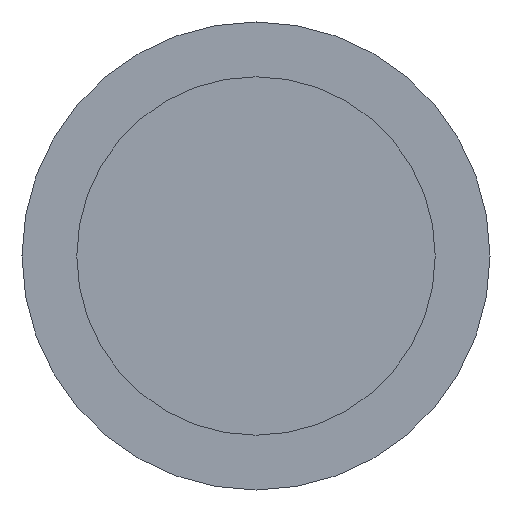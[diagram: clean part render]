
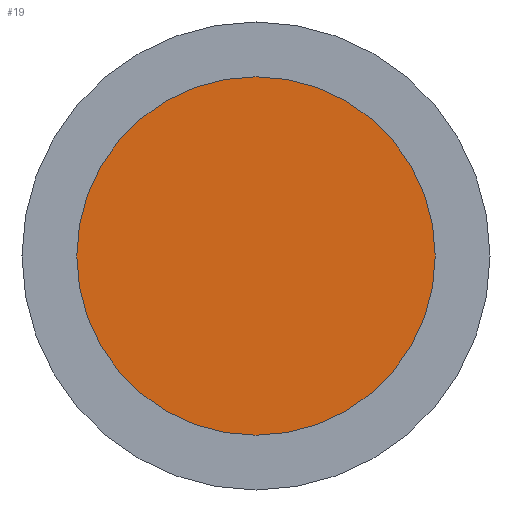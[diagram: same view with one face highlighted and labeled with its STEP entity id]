
A CAD part, front view. The second image highlights one B-rep face of the part: STEP entity #19.
In plain terms, the highlighted planar face has unit normal (0, -1, 0).
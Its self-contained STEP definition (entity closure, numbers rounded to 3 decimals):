
#2 = AXIS2_PLACEMENT_3D ( 'NONE', #268, #5, #66 ) ;
#5 = DIRECTION ( 'NONE',  ( 0., -1., 0. ) ) ;
#19 = ADVANCED_FACE ( 'NONE', ( #335 ), #35, .T. ) ;
#21 = CIRCLE ( 'NONE', #78, 3.76 ) ;
#22 = CIRCLE ( 'NONE', #316, 3.76 ) ;
#25 = CARTESIAN_POINT ( 'NONE',  ( 0., 0., -3.76 ) ) ;
#35 = PLANE ( 'NONE',  #2 ) ;
#51 = CARTESIAN_POINT ( 'NONE',  ( 0., 0., 0. ) ) ;
#66 = DIRECTION ( 'NONE',  ( 0., 0., -1. ) ) ;
#75 = EDGE_CURVE ( 'NONE', #209, #387, #21, .T. ) ;
#78 = AXIS2_PLACEMENT_3D ( 'NONE', #51, #223, #138 ) ;
#138 = DIRECTION ( 'NONE',  ( 0., 0., -1. ) ) ;
#209 = VERTEX_POINT ( 'NONE', #25 ) ;
#213 = EDGE_LOOP ( 'NONE', ( #363, #239 ) ) ;
#216 = CARTESIAN_POINT ( 'NONE',  ( 0., 0., 3.76 ) ) ;
#221 = CARTESIAN_POINT ( 'NONE',  ( 0., 0., 0. ) ) ;
#223 = DIRECTION ( 'NONE',  ( 0., -1., 0. ) ) ;
#239 = ORIENTED_EDGE ( 'NONE', *, *, #351, .T. ) ;
#268 = CARTESIAN_POINT ( 'NONE',  ( 3.76, 0., 0. ) ) ;
#308 = DIRECTION ( 'NONE',  ( 0., 0., -1. ) ) ;
#312 = DIRECTION ( 'NONE',  ( 0., -1., 0. ) ) ;
#316 = AXIS2_PLACEMENT_3D ( 'NONE', #221, #312, #308 ) ;
#335 = FACE_OUTER_BOUND ( 'NONE', #213, .T. ) ;
#351 = EDGE_CURVE ( 'NONE', #387, #209, #22, .T. ) ;
#363 = ORIENTED_EDGE ( 'NONE', *, *, #75, .T. ) ;
#387 = VERTEX_POINT ( 'NONE', #216 ) ;
